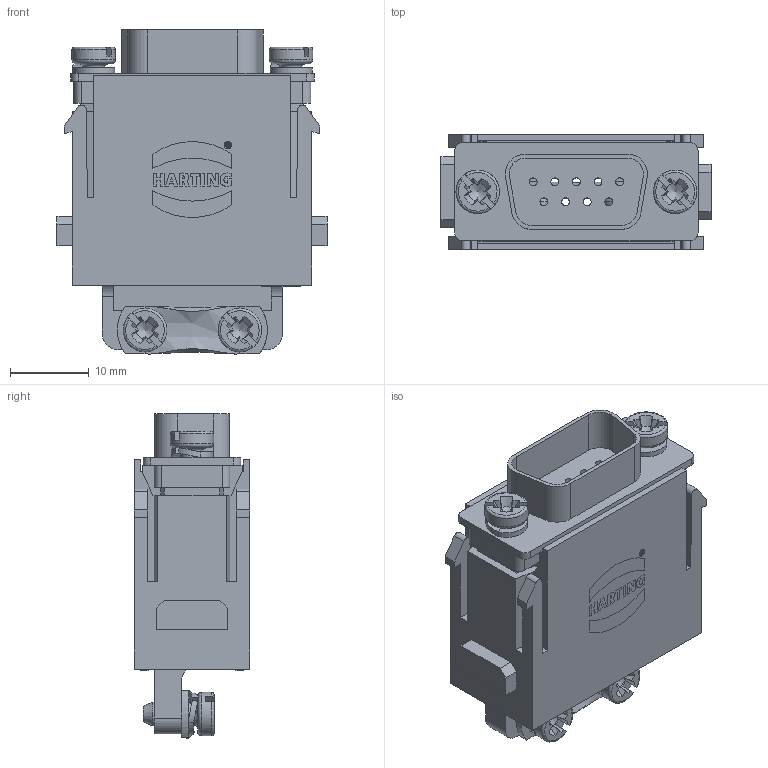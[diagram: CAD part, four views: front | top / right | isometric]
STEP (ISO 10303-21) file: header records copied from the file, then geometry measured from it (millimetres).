
FILE_DESCRIPTION(/* description */ (''),/* implementation_level */ '2;1');
FILE_NAME(/* name */ '100097708ugm000_c.stp',/* time_stamp */ '2017-12-19T15:33:54+01:00',/* author */ (''),/* organization */ (''),/* preprocessor_version */ 'ST-DEVELOPER v16',/* originating_system */ 'SIEMENS PLM Software NX 10.0',/* authorisation */ '');
FILE_SCHEMA (('AUTOMOTIVE_DESIGN { 1 0 10303 214 3 1 1 1 }'));
Length unit declared in the file: millimetre
Products named in the file (1): 100097708ugm000_c
Bounding box: 34.2 x 14.6 x 41.04 mm (x, y, z)
Volume: 9856.7 mm3; surface area: 6965.3 mm2
Topology: 1 solids, 3 shells, 434 faces, 1254 edges, 857 vertices
Faces by surface type: plane 286, cylinder 54, bspline 48, cone 24, torus 20, extrusion 2
Full cylindrical faces by diameter (mm): 1 x9, 2.8 x2, 3 x2, 5.5 x4
Entity records: 18710 total; most frequent: CARTESIAN_POINT 4730, ORIENTED_EDGE 2426, DIRECTION 1977, EDGE_CURVE 1213, VERTEX_POINT 836, VECTOR 733, LINE 731, AXIS2_PLACEMENT_3D 622
